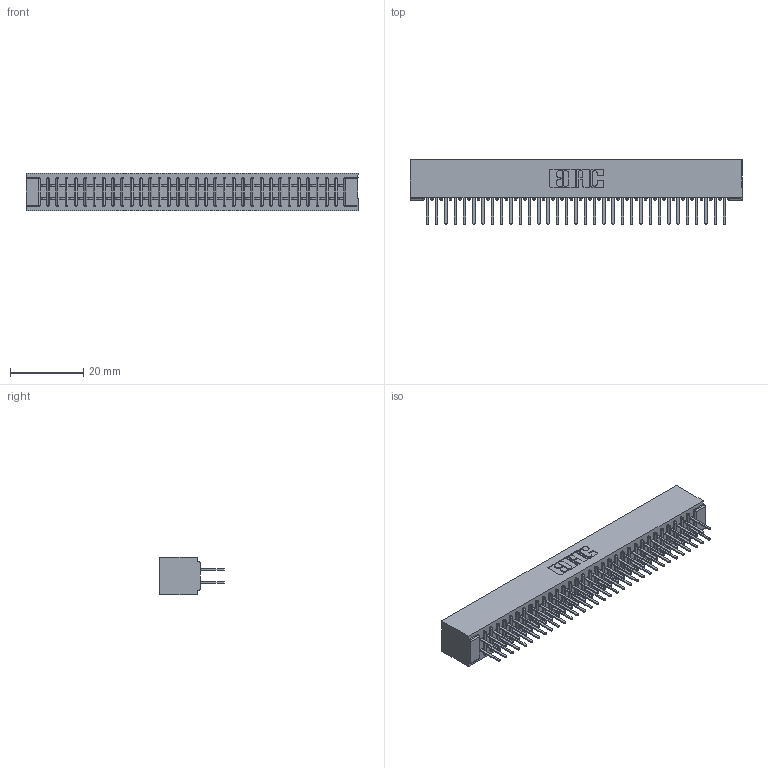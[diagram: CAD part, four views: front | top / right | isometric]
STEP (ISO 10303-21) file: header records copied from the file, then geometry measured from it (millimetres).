
FILE_DESCRIPTION (( 'STEP AP203' ), '1' );
FILE_NAME ('391-066-521-201.STEP', '2018-08-09T13:25:19', ( '' ), ( '' ), 'SwSTEP 2.0', 'SolidWorks 2016', '' );
FILE_SCHEMA (( 'CONFIG_CONTROL_DESIGN' ));
Length unit declared in the file: inch
Products named in the file (3): 341 Part_No Mounting Lugs; 341-292-001_341-292-121; 391-066-521-201
Assembly tree (67 placements, depth 2):
  391-066-521-201
    341 Part_No Mounting Lugs
    341-292-001_341-292-121  x66
Bounding box: 90.81 x 17.7 x 10.16 mm (x, y, z)
Volume: 6983.4 mm3; surface area: 13065.3 mm2
Topology: 67 solids, 67 shells, 4464 faces, 12931 edges, 8374 vertices
Faces by surface type: plane 2704, cylinder 1628, sphere 68, torus 64
Entity records: 40858 total; most frequent: CARTESIAN_POINT 6791, ORIENTED_EDGE 6746, DIRECTION 6595, EDGE_CURVE 3373, LINE 2719, VECTOR 2719, VERTEX_POINT 2134, AXIS2_PLACEMENT_3D 1938
